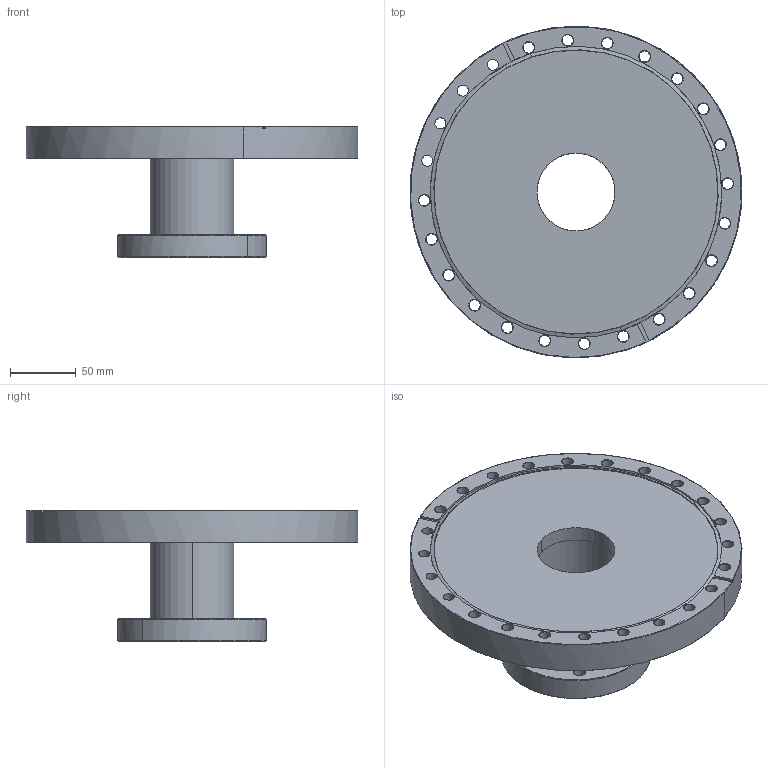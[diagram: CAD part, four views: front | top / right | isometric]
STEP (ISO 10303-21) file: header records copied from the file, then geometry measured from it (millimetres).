
FILE_DESCRIPTION (( 'STEP AP214' ), '1' );
FILE_NAME ('Hositrad_CFA200-64L.STEP', '2017-05-09T09:21:24', ( 'Gebruiker' ), ( '' ), 'SwSTEP 2.0', 'SolidWorks 2017', '' );
FILE_SCHEMA (( 'AUTOMOTIVE_DESIGN' ));
Length unit declared in the file: millimetre
Products named in the file (4): Hositrad_CFA200-64L; CF63-64-Weld; NW200CF-Blind_weld hole 63,5; CF-Tubulated-Adapters-All_CFA200-64L
Assembly tree (3 placements, depth 2):
  Hositrad_CFA200-64L
    CF-Tubulated-Adapters-All_CFA200-64L
    NW200CF-Blind_weld hole 63,5
    CF63-64-Weld
Bounding box: 253.07 x 253.17 x 100 mm (x, y, z)
Volume: 1233174.2 mm3; surface area: 191002.7 mm2
Topology: 3 solids, 3 shells, 242 faces, 572 edges, 338 vertices
Faces by surface type: cone 134, cylinder 84, plane 24
Entity records: 7256 total; most frequent: DIRECTION 1378, CARTESIAN_POINT 1182, ORIENTED_EDGE 1144, EDGE_CURVE 572, AXIS2_PLACEMENT_3D 566, VERTEX_POINT 338, CIRCLE 318, EDGE_LOOP 314
